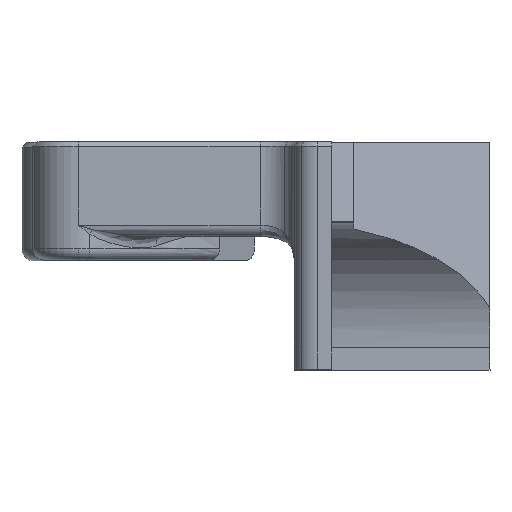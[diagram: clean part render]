
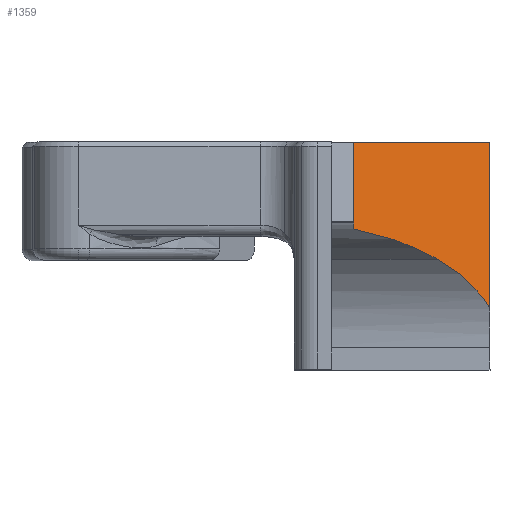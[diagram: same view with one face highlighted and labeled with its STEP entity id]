
A CAD part, top view. The second image highlights one B-rep face of the part: STEP entity #1359.
In plain terms, the highlighted planar face has unit normal (0.5, 0, 0.866).
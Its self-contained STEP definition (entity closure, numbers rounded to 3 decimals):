
#202 = VERTEX_POINT ( 'NONE', #1956 ) ;
#266 = CARTESIAN_POINT ( 'NONE',  ( -43.837, -18., -75.928 ) ) ;
#284 = CARTESIAN_POINT ( 'NONE',  ( 25.351, -28.222, -115.874 ) ) ;
#286 = VERTEX_POINT ( 'NONE', #2363 ) ;
#293 = EDGE_CURVE ( 'NONE', #994, #2233, #877, .T. ) ;
#417 = EDGE_CURVE ( 'NONE', #286, #2358, #1054, .T. ) ;
#606 = CARTESIAN_POINT ( 'NONE',  ( 30., -32.603, -118.558 ) ) ;
#643 = CARTESIAN_POINT ( 'NONE',  ( 23.275, -27.023, -114.675 ) ) ;
#697 = ORIENTED_EDGE ( 'NONE', *, *, #3754, .T. ) ;
#738 = VECTOR ( 'NONE', #2151, 1000. ) ;
#759 =( BOUNDED_CURVE ( )  B_SPLINE_CURVE ( 3, ( #1223, #2342, #643, #284 ),
 .UNSPECIFIED., .F., .F. ) 
 B_SPLINE_CURVE_WITH_KNOTS ( ( 4, 4 ),
 ( 1.898, 2.356 ),
 .UNSPECIFIED. ) 
 CURVE ( )  GEOMETRIC_REPRESENTATION_ITEM ( )  RATIONAL_B_SPLINE_CURVE ( ( 1., 0.983, 0.983, 1. ) ) 
 REPRESENTATION_ITEM ( '' )  );
#795 = CARTESIAN_POINT ( 'NONE',  ( 30., -32.603, -118.558 ) ) ;
#825 = PLANE ( 'NONE',  #1959 ) ;
#877 =( BOUNDED_CURVE ( )  B_SPLINE_CURVE ( 3, ( #1182, #3504, #2059, #606 ),
 .UNSPECIFIED., .F., .F. ) 
 B_SPLINE_CURVE_WITH_KNOTS ( ( 4, 4 ),
 ( 2.356, 2.828 ),
 .UNSPECIFIED. ) 
 CURVE ( )  GEOMETRIC_REPRESENTATION_ITEM ( )  RATIONAL_B_SPLINE_CURVE ( ( 1., 0.982, 0.982, 1. ) ) 
 REPRESENTATION_ITEM ( '' )  );
#994 = VERTEX_POINT ( 'NONE', #2279 ) ;
#1020 = LINE ( 'NONE', #1100, #3635 ) ;
#1054 = LINE ( 'NONE', #3305, #738 ) ;
#1056 = DIRECTION ( 'NONE',  ( 0.5, 0., 0.866 ) ) ;
#1100 = CARTESIAN_POINT ( 'NONE',  ( 30., -38., -118.558 ) ) ;
#1182 = CARTESIAN_POINT ( 'NONE',  ( 25.351, -28.222, -115.874 ) ) ;
#1223 = CARTESIAN_POINT ( 'NONE',  ( 18., -25.583, -111.63 ) ) ;
#1359 = ADVANCED_FACE ( 'NONE', ( #2831 ), #825, .T. ) ;
#1834 = ORIENTED_EDGE ( 'NONE', *, *, #293, .T. ) ;
#1956 = CARTESIAN_POINT ( 'NONE',  ( 30., -18., -118.558 ) ) ;
#1959 = AXIS2_PLACEMENT_3D ( 'NONE', #2562, #1056, #2219 ) ;
#2059 = CARTESIAN_POINT ( 'NONE',  ( 29.067, -30.943, -118.02 ) ) ;
#2151 = DIRECTION ( 'NONE',  ( 0., 1., 0. ) ) ;
#2217 = ORIENTED_EDGE ( 'NONE', *, *, #3144, .F. ) ;
#2219 = DIRECTION ( 'NONE',  ( 0.866, 0., -0.5 ) ) ;
#2233 = VERTEX_POINT ( 'NONE', #795 ) ;
#2243 = DIRECTION ( 'NONE',  ( 0., 1., 0. ) ) ;
#2279 = CARTESIAN_POINT ( 'NONE',  ( 25.351, -28.222, -115.874 ) ) ;
#2342 = CARTESIAN_POINT ( 'NONE',  ( 20.781, -26.128, -113.236 ) ) ;
#2358 = VERTEX_POINT ( 'NONE', #2674 ) ;
#2363 = CARTESIAN_POINT ( 'NONE',  ( 18., -25.583, -111.63 ) ) ;
#2562 = CARTESIAN_POINT ( 'NONE',  ( -43.837, -38., -75.928 ) ) ;
#2650 = EDGE_CURVE ( 'NONE', #286, #994, #759, .T. ) ;
#2674 = CARTESIAN_POINT ( 'NONE',  ( 18., -18., -111.63 ) ) ;
#2831 = FACE_OUTER_BOUND ( 'NONE', #3009, .T. ) ;
#2931 = DIRECTION ( 'NONE',  ( 0.866, 0., -0.5 ) ) ;
#3009 = EDGE_LOOP ( 'NONE', ( #1834, #697, #2217, #3095, #3598 ) ) ;
#3095 = ORIENTED_EDGE ( 'NONE', *, *, #417, .F. ) ;
#3144 = EDGE_CURVE ( 'NONE', #2358, #202, #3184, .T. ) ;
#3184 = LINE ( 'NONE', #266, #3499 ) ;
#3305 = CARTESIAN_POINT ( 'NONE',  ( 18., -38., -111.63 ) ) ;
#3499 = VECTOR ( 'NONE', #2931, 1000. ) ;
#3504 = CARTESIAN_POINT ( 'NONE',  ( 27.488, -29.456, -117.108 ) ) ;
#3598 = ORIENTED_EDGE ( 'NONE', *, *, #2650, .T. ) ;
#3635 = VECTOR ( 'NONE', #2243, 1000. ) ;
#3754 = EDGE_CURVE ( 'NONE', #2233, #202, #1020, .T. ) ;
